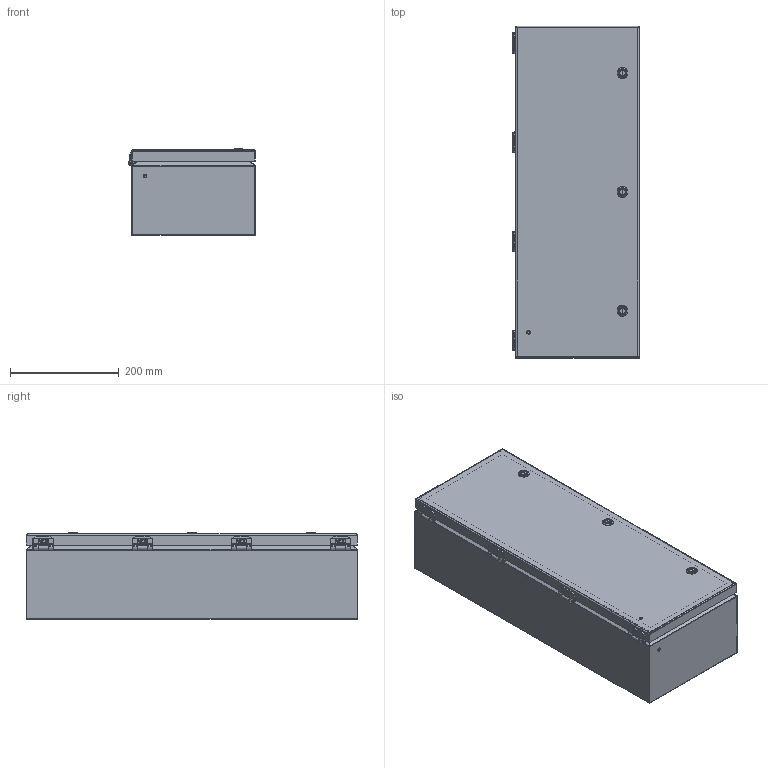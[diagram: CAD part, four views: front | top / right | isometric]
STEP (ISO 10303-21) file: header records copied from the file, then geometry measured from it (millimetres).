
FILE_DESCRIPTION (( 'STEP AP214' ), '1' );
FILE_NAME ('SCE-L9246ELJ.STEP', '2023-03-21T16:31:08', ( '' ), ( '' ), 'SwSTEP 2.0', 'SolidWorks 2021', '' );
FILE_SCHEMA (( 'AUTOMOTIVE_DESIGN' ));
Length unit declared in the file: inch
Products named in the file (1): SCE-L9246ELJ
Bounding box: 234.18 x 609.7 x 159.92 mm (x, y, z)
Volume: 1187859.5 mm3; surface area: 1453910.6 mm2
Topology: 60 solids, 60 shells, 3439 faces, 8541 edges, 5061 vertices
Faces by surface type: plane 1403, bspline 872, cylinder 846, torus 156, sphere 88, cone 74
Full cylindrical faces by diameter (mm): 3.81 x4, 3.962 x4, 4.013 x12, 4.166 x4, 4.318 x4, 4.42 x4, 4.775 x8, 4.826 x9, 5.08 x3, 5.537 x2, 6.058 x3, 6.35 x10, 6.463 x3, 6.502 x2, 6.604 x4, 6.824 x3, 7.112 x6, 7.167 x3, 7.216 x8, 7.874 x3, 8.28 x3, 8.89 x3, 9.474 x6, 10.922 x3, 11.684 x3, 12.065 x3, 12.17 x4, 16.002 x3, 20.018 x3
Entity records: 151576 total; most frequent: CARTESIAN_POINT 80613, ORIENTED_EDGE 16038, DIRECTION 11741, EDGE_CURVE 8019, VERTEX_POINT 4990, AXIS2_PLACEMENT_3D 4426, EDGE_LOOP 3837, FACE_OUTER_BOUND 3609
